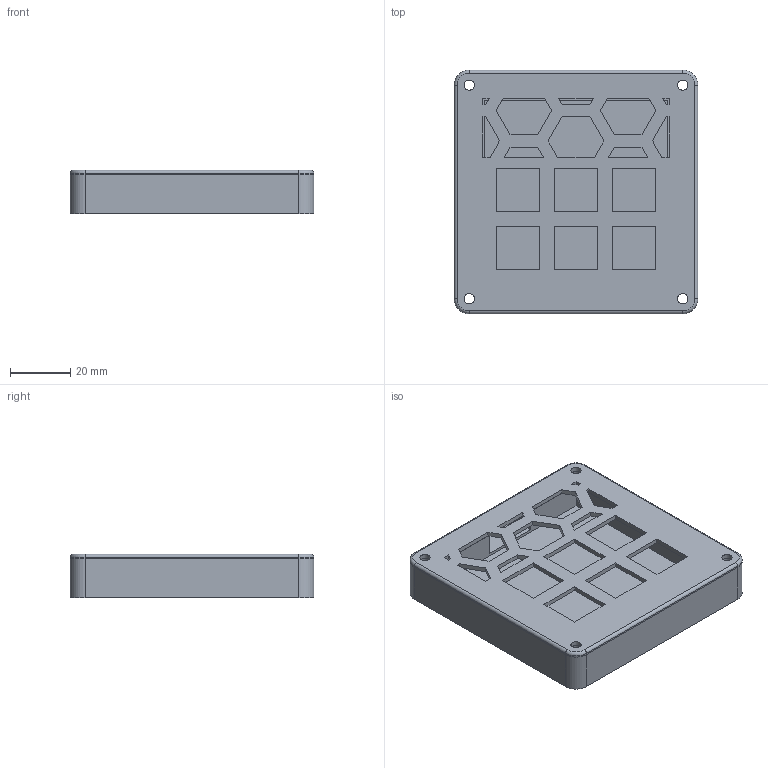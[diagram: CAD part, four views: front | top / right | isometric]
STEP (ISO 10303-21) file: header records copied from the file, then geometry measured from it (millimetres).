
FILE_DESCRIPTION(/* description */ ('STEP AP242 Edition 2','CAx-IF Rec.Pracs.---Representation and Presentation of Product Manufacturing Information (PMI)---4.0---2014-10-13','CAx-IF Rec.Pracs.---3D Tessellated Geometry---0.4---2014-09-14','2;1','CAx-IF Rec.Pracs.---User Defined Attributes---1.5---2016-08-15'),/* implementation_level */ '2;1');
FILE_NAME(/* name */ '69413fc1d836ca25574d5324',/* time_stamp */ '2025-12-16T11:17:24Z',/* author */ (''),/* organization */ (''),/* preprocessor_version */ 'ST-DEVELOPER v20',/* originating_system */ 'ONSHAPE BY PTC INC, 1.208',/* authorisation */ ' ');
FILE_SCHEMA (('AP242_MANAGED_MODEL_BASED_3D_ENGINEERING_MIM_LF { 1 0 10303 442 3 1 4 }'));
Length unit declared in the file: metre
Products named in the file (3): PCB; top; Base
Bounding box: 80.96 x 80.96 x 14.5 mm (x, y, z)
Volume: 58557.4 mm3; surface area: 38543.4 mm2
Topology: 3 solids, 3 shells, 1042 faces, 2866 edges, 1908 vertices
Faces by surface type: plane 471, cylinder 339, bspline 228, torus 4
Full cylindrical faces by diameter (mm): 3.4 x8, 6 x4
Entity records: 34089 total; most frequent: CARTESIAN_POINT 8315, ORIENTED_EDGE 5708, DIRECTION 4714, EDGE_CURVE 2854, VERTEX_POINT 1908, LINE 1716, VECTOR 1716, AXIS2_PLACEMENT_3D 1499
